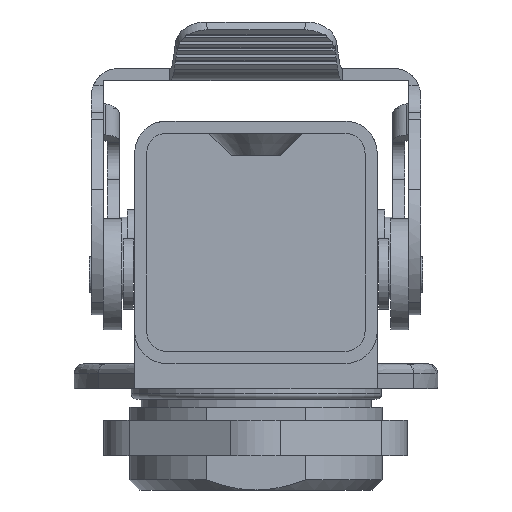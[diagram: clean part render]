
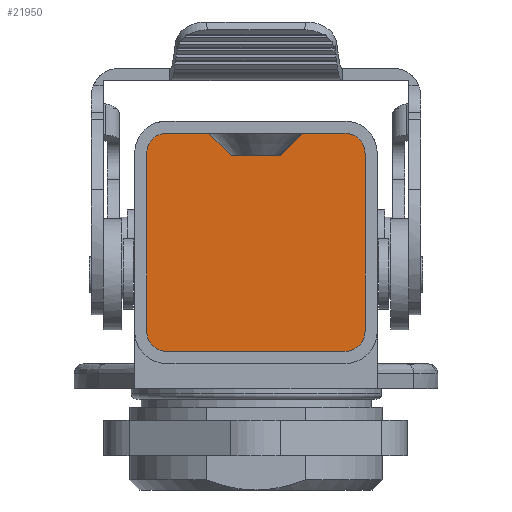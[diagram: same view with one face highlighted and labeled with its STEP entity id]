
A CAD part, front view. The second image highlights one B-rep face of the part: STEP entity #21950.
In plain terms, the highlighted face is planar.
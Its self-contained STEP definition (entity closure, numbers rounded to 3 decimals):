
#10840=CARTESIAN_POINT('',(39.875,50.455,-25.));
#10850=VERTEX_POINT('',#10840);
#10880=CARTESIAN_POINT('',(39.875,0.,-25.));
#10890=DIRECTION('',(0.,-1.,0.));
#10900=VECTOR('',#10890,1.);
#10910=LINE('',#10880,#10900);
#10920=CARTESIAN_POINT('',(39.875,32.855,-25.));
#10930=VERTEX_POINT('',#10920);
#10940=EDGE_CURVE('',#10850,#10930,#10910,.T.);
#20970=CARTESIAN_POINT('',(61.475,35.855,-25.));
#20980=DIRECTION('',(0.,0.,-1.));
#20990=DIRECTION('',(1.,0.,0.));
#21000=AXIS2_PLACEMENT_3D('',#20970,#20980,#20990);
#21010=PLANE('',#21000);
#21020=ORIENTED_EDGE('',*,*,#10940,.T.);
#21030=CARTESIAN_POINT('',(41.875,50.455,-25.));
#21040=DIRECTION('',(0.,0.,-1.));
#21050=DIRECTION('',(1.,0.,0.));
#21060=AXIS2_PLACEMENT_3D('',#21030,#21040,#21050);
#21070=CIRCLE('',#21060,2.);
#21080=CARTESIAN_POINT('',(41.875,52.455,-25.));
#21090=VERTEX_POINT('',#21080);
#21100=EDGE_CURVE('',#10850,#21090,#21070,.T.);
#21110=ORIENTED_EDGE('',*,*,#21100,.F.);
#21120=CARTESIAN_POINT('',(0.,52.455,-25.));
#21130=DIRECTION('',(-1.,0.,0.));
#21140=VECTOR('',#21130,1.);
#21150=LINE('',#21120,#21140);
#21160=CARTESIAN_POINT('',(46.025,52.455,-25.));
#21170=VERTEX_POINT('',#21160);
#21180=EDGE_CURVE('',#21170,#21090,#21150,.T.);
#21190=ORIENTED_EDGE('',*,*,#21180,.T.);
#21200=CARTESIAN_POINT('',(0.,98.48,-25.));
#21210=DIRECTION('',(0.707,-0.707,0.));
#21220=VECTOR('',#21210,1.);
#21230=LINE('',#21200,#21220);
#21240=CARTESIAN_POINT('',(48.225,50.255,-25.));
#21250=VERTEX_POINT('',#21240);
#21260=EDGE_CURVE('',#21170,#21250,#21230,.T.);
#21270=ORIENTED_EDGE('',*,*,#21260,.F.);
#21280=CARTESIAN_POINT('',(0.,50.255,-25.));
#21290=DIRECTION('',(-1.,0.,0.));
#21300=VECTOR('',#21290,1.);
#21310=LINE('',#21280,#21300);
#21320=CARTESIAN_POINT('',(53.125,50.255,-25.));
#21330=VERTEX_POINT('',#21320);
#21340=EDGE_CURVE('',#21330,#21250,#21310,.T.);
#21350=ORIENTED_EDGE('',*,*,#21340,.T.);
#21360=CARTESIAN_POINT('',(2.869,0.,-25.));
#21370=DIRECTION('',(0.707,0.707,0.));
#21380=VECTOR('',#21370,1.);
#21390=LINE('',#21360,#21380);
#21400=CARTESIAN_POINT('',(55.325,52.455,-25.));
#21410=VERTEX_POINT('',#21400);
#21420=EDGE_CURVE('',#21330,#21410,#21390,.T.);
#21430=ORIENTED_EDGE('',*,*,#21420,.F.);
#21440=CARTESIAN_POINT('',(0.,52.455,-25.));
#21450=DIRECTION('',(-1.,0.,0.));
#21460=VECTOR('',#21450,1.);
#21470=LINE('',#21440,#21460);
#21480=CARTESIAN_POINT('',(59.475,52.455,-25.));
#21490=VERTEX_POINT('',#21480);
#21500=EDGE_CURVE('',#21490,#21410,#21470,.T.);
#21510=ORIENTED_EDGE('',*,*,#21500,.T.);
#21520=CARTESIAN_POINT('',(59.475,50.455,-25.));
#21530=DIRECTION('',(0.,0.,-1.));
#21540=DIRECTION('',(-1.,0.,0.));
#21550=AXIS2_PLACEMENT_3D('',#21520,#21530,#21540);
#21560=CIRCLE('',#21550,2.);
#21570=CARTESIAN_POINT('',(61.475,50.455,-25.));
#21580=VERTEX_POINT('',#21570);
#21590=EDGE_CURVE('',#21490,#21580,#21560,.T.);
#21600=ORIENTED_EDGE('',*,*,#21590,.F.);
#21610=CARTESIAN_POINT('',(61.475,0.,-25.));
#21620=DIRECTION('',(0.,-1.,0.));
#21630=VECTOR('',#21620,1.);
#21640=LINE('',#21610,#21630);
#21650=CARTESIAN_POINT('',(61.475,32.855,-25.));
#21660=VERTEX_POINT('',#21650);
#21670=EDGE_CURVE('',#21580,#21660,#21640,.T.);
#21680=ORIENTED_EDGE('',*,*,#21670,.F.);
#21690=CARTESIAN_POINT('',(59.475,32.855,-25.));
#21700=DIRECTION('',(0.,0.,-1.));
#21710=DIRECTION('',(-1.,0.,0.));
#21720=AXIS2_PLACEMENT_3D('',#21690,#21700,#21710);
#21730=CIRCLE('',#21720,2.);
#21740=CARTESIAN_POINT('',(59.475,30.855,-25.));
#21750=VERTEX_POINT('',#21740);
#21760=EDGE_CURVE('',#21660,#21750,#21730,.T.);
#21770=ORIENTED_EDGE('',*,*,#21760,.F.);
#21780=CARTESIAN_POINT('',(0.,30.855,-25.));
#21790=DIRECTION('',(-1.,0.,0.));
#21800=VECTOR('',#21790,1.);
#21810=LINE('',#21780,#21800);
#21820=CARTESIAN_POINT('',(41.875,30.855,-25.));
#21830=VERTEX_POINT('',#21820);
#21840=EDGE_CURVE('',#21750,#21830,#21810,.T.);
#21850=ORIENTED_EDGE('',*,*,#21840,.F.);
#21860=CARTESIAN_POINT('',(41.875,32.855,-25.));
#21870=DIRECTION('',(0.,0.,-1.));
#21880=DIRECTION('',(1.,0.,0.));
#21890=AXIS2_PLACEMENT_3D('',#21860,#21870,#21880);
#21900=CIRCLE('',#21890,2.);
#21910=EDGE_CURVE('',#21830,#10930,#21900,.T.);
#21920=ORIENTED_EDGE('',*,*,#21910,.F.);
#21930=EDGE_LOOP('',(#21920,#21850,#21770,#21680,#21600,#21510,#21430,
#21350,#21270,#21190,#21110,#21020));
#21940=FACE_OUTER_BOUND('',#21930,.T.);
#21950=ADVANCED_FACE('',(#21940),#21010,.F.);
